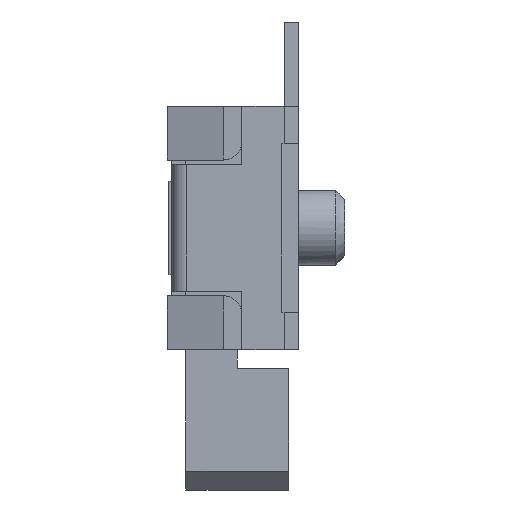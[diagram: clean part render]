
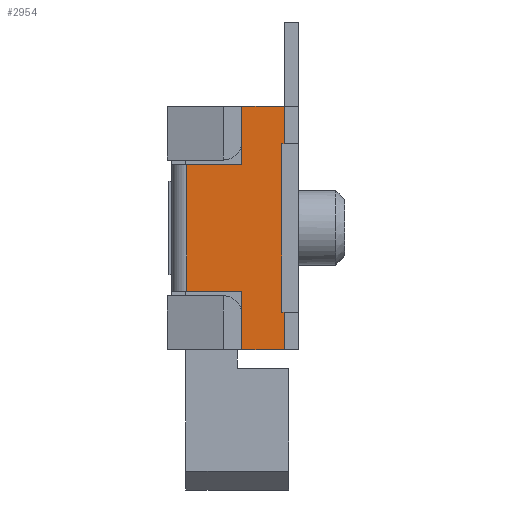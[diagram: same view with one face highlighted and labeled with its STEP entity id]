
A CAD part, left-side view. The second image highlights one B-rep face of the part: STEP entity #2954.
In plain terms, the highlighted planar face has unit normal (-1, 0, 0).
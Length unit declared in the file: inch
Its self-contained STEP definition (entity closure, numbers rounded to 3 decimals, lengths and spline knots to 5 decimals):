
#708=ORIENTED_EDGE('',*,*,#1300,.F.);
#709=ORIENTED_EDGE('',*,*,#1277,.T.);
#710=ORIENTED_EDGE('',*,*,#1161,.T.);
#711=ORIENTED_EDGE('',*,*,#1248,.F.);
#712=ORIENTED_EDGE('',*,*,#1275,.F.);
#713=ORIENTED_EDGE('',*,*,#1222,.T.);
#714=ORIENTED_EDGE('',*,*,#1304,.T.);
#715=ORIENTED_EDGE('',*,*,#1294,.F.);
#716=ORIENTED_EDGE('',*,*,#1305,.F.);
#717=ORIENTED_EDGE('',*,*,#1123,.T.);
#718=ORIENTED_EDGE('',*,*,#1306,.F.);
#719=ORIENTED_EDGE('',*,*,#1307,.F.);
#720=ORIENTED_EDGE('',*,*,#1308,.F.);
#721=ORIENTED_EDGE('',*,*,#1253,.F.);
#1123=EDGE_CURVE('',#1507,#1506,#1802,.T.);
#1161=EDGE_CURVE('',#1531,#1530,#1837,.T.);
#1222=EDGE_CURVE('',#1566,#1568,#1889,.T.);
#1248=EDGE_CURVE('',#1583,#1530,#1915,.T.);
#1253=EDGE_CURVE('',#1585,#1556,#1919,.T.);
#1275=EDGE_CURVE('',#1566,#1583,#1941,.T.);
#1277=EDGE_CURVE('',#1593,#1531,#1943,.T.);
#1294=EDGE_CURVE('',#1494,#1597,#1960,.T.);
#1300=EDGE_CURVE('',#1593,#1585,#1965,.T.);
#1304=EDGE_CURVE('',#1568,#1597,#1969,.T.);
#1305=EDGE_CURVE('',#1507,#1494,#1970,.T.);
#1306=EDGE_CURVE('',#1598,#1506,#1971,.T.);
#1307=EDGE_CURVE('',#1599,#1598,#1972,.T.);
#1308=EDGE_CURVE('',#1556,#1599,#1973,.T.);
#1494=VERTEX_POINT('',#4315);
#1506=VERTEX_POINT('',#4355);
#1507=VERTEX_POINT('',#4357);
#1530=VERTEX_POINT('',#4428);
#1531=VERTEX_POINT('',#4430);
#1556=VERTEX_POINT('',#4516);
#1566=VERTEX_POINT('',#4544);
#1568=VERTEX_POINT('',#4548);
#1583=VERTEX_POINT('',#4597);
#1585=VERTEX_POINT('',#4606);
#1593=VERTEX_POINT('',#4649);
#1597=VERTEX_POINT('',#4681);
#1598=VERTEX_POINT('',#4701);
#1599=VERTEX_POINT('',#4703);
#1802=LINE('',#4356,#2194);
#1837=LINE('',#4429,#2229);
#1889=LINE('',#4549,#2281);
#1915=LINE('',#4598,#2307);
#1919=LINE('',#4607,#2311);
#1941=LINE('',#4646,#2333);
#1943=LINE('',#4650,#2335);
#1960=LINE('',#4682,#2352);
#1965=LINE('',#4689,#2357);
#1969=LINE('',#4698,#2361);
#1970=LINE('',#4699,#2362);
#1971=LINE('',#4700,#2363);
#1972=LINE('',#4702,#2364);
#1973=LINE('',#4704,#2365);
#2194=VECTOR('',#3496,39.37008);
#2229=VECTOR('',#3559,39.37008);
#2281=VECTOR('',#3671,39.37008);
#2307=VECTOR('',#3713,39.37008);
#2311=VECTOR('',#3723,39.37008);
#2333=VECTOR('',#3765,39.37008);
#2335=VECTOR('',#3769,39.37008);
#2352=VECTOR('',#3808,39.37008);
#2357=VECTOR('',#3817,39.37008);
#2361=VECTOR('',#3831,39.37008);
#2362=VECTOR('',#3832,39.37008);
#2363=VECTOR('',#3833,39.37008);
#2364=VECTOR('',#3834,39.37008);
#2365=VECTOR('',#3835,39.37008);
#2515=EDGE_LOOP('',(#708,#709,#710,#711,#712,#713,#714,#715,#716,#717,#718,
#719,#720,#721));
#2673=FACE_BOUND('',#2515,.T.);
#2810=PLANE('',#3140);
#2954=ADVANCED_FACE('',(#2673),#2810,.F.);
#3140=AXIS2_PLACEMENT_3D('',#4697,#3829,#3830);
#3496=DIRECTION('',(0.,1.,0.));
#3559=DIRECTION('',(0.,1.,0.));
#3671=DIRECTION('',(0.,0.,1.));
#3713=DIRECTION('',(0.,0.,-1.));
#3723=DIRECTION('',(0.,0.,1.));
#3765=DIRECTION('',(0.,1.,0.));
#3769=DIRECTION('',(0.,0.,1.));
#3808=DIRECTION('',(0.,0.,1.));
#3817=DIRECTION('',(0.,1.,0.));
#3829=DIRECTION('',(1.,0.,0.));
#3830=DIRECTION('',(0.,1.,0.));
#3831=DIRECTION('',(0.,1.,0.));
#3832=DIRECTION('',(0.,0.,1.));
#3833=DIRECTION('',(0.,0.,1.));
#3834=DIRECTION('',(0.,1.,0.));
#3835=DIRECTION('',(0.,0.,1.));
#4315=CARTESIAN_POINT('',(-0.18701,0.02362,0.03642));
#4355=CARTESIAN_POINT('',(-0.18701,0.04685,0.02657));
#4356=CARTESIAN_POINT('',(-0.18701,0.00591,0.02657));
#4357=CARTESIAN_POINT('',(-0.18701,0.02362,0.02657));
#4428=CARTESIAN_POINT('',(-0.18701,0.00689,-0.03543));
#4429=CARTESIAN_POINT('',(-0.18701,0.00591,-0.03543));
#4430=CARTESIAN_POINT('',(-0.18701,0.00591,-0.03543));
#4516=CARTESIAN_POINT('',(-0.18701,0.02362,-0.03642));
#4544=CARTESIAN_POINT('',(-0.18701,0.00591,0.03543));
#4548=CARTESIAN_POINT('',(-0.18701,0.00591,0.05118));
#4549=CARTESIAN_POINT('',(-0.18701,0.00591,-0.05118));
#4597=CARTESIAN_POINT('',(-0.18701,0.00689,0.03543));
#4598=CARTESIAN_POINT('',(-0.18701,0.00689,0.));
#4606=CARTESIAN_POINT('',(-0.18701,0.02362,-0.05118));
#4607=CARTESIAN_POINT('',(-0.18701,0.02362,-0.03888));
#4646=CARTESIAN_POINT('',(-0.18701,0.00591,0.03543));
#4649=CARTESIAN_POINT('',(-0.18701,0.00591,-0.05118));
#4650=CARTESIAN_POINT('',(-0.18701,0.00591,-0.05118));
#4681=CARTESIAN_POINT('',(-0.18701,0.02362,0.05118));
#4682=CARTESIAN_POINT('',(-0.18701,0.02362,-0.03888));
#4689=CARTESIAN_POINT('',(-0.18701,0.00591,-0.05118));
#4697=CARTESIAN_POINT('',(-0.18701,0.00591,-0.05118));
#4698=CARTESIAN_POINT('',(-0.18701,0.00591,0.05118));
#4699=CARTESIAN_POINT('',(-0.18701,0.02362,-0.03888));
#4700=CARTESIAN_POINT('',(-0.18701,0.04685,-0.02657));
#4701=CARTESIAN_POINT('',(-0.18701,0.04685,-0.02657));
#4702=CARTESIAN_POINT('',(-0.18701,0.04922,-0.02657));
#4703=CARTESIAN_POINT('',(-0.18701,0.02362,-0.02657));
#4704=CARTESIAN_POINT('',(-0.18701,0.02362,-0.03642));
